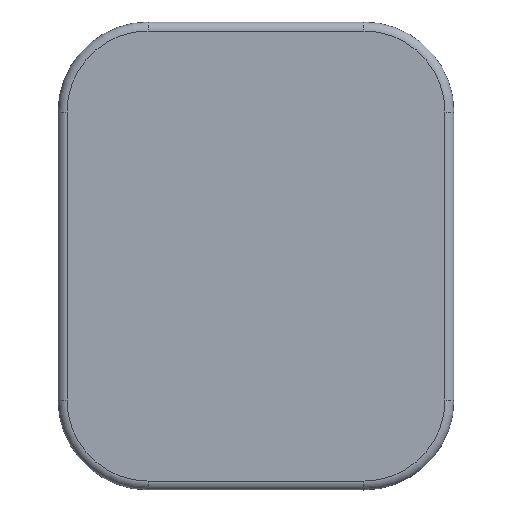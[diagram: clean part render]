
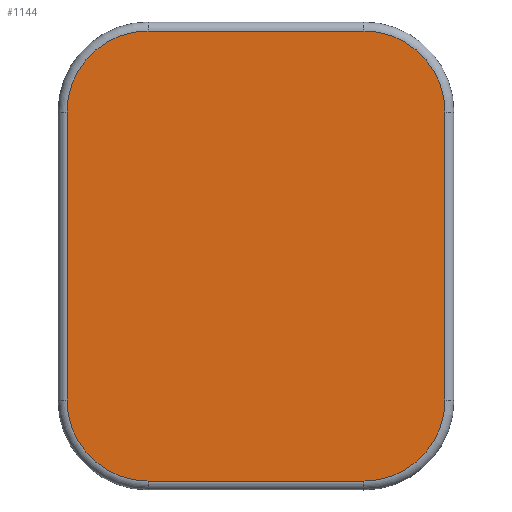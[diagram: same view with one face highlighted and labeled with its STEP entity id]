
A CAD part, front view. The second image highlights one B-rep face of the part: STEP entity #1144.
In plain terms, the highlighted planar face has unit normal (0, -1, 0).
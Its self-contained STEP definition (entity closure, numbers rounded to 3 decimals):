
#24=PLANE('',#1258);
#120=LINE('',#1784,#252);
#121=LINE('',#1792,#253);
#122=LINE('',#1801,#254);
#124=LINE('',#1813,#256);
#252=VECTOR('',#1426,10.);
#253=VECTOR('',#1437,10.);
#254=VECTOR('',#1448,10.);
#256=VECTOR('',#1462,10.);
#366=FACE_OUTER_BOUND('',#440,.T.);
#440=EDGE_LOOP('',(#911,#912,#913,#914,#915,#916,#917,#918));
#508=CIRCLE('',#1241,4.5);
#511=CIRCLE('',#1246,4.5);
#514=CIRCLE('',#1251,4.5);
#517=CIRCLE('',#1256,4.5);
#576=VERTEX_POINT('',#1780);
#577=VERTEX_POINT('',#1782);
#578=VERTEX_POINT('',#1786);
#579=VERTEX_POINT('',#1790);
#580=VERTEX_POINT('',#1794);
#582=VERTEX_POINT('',#1799);
#584=VERTEX_POINT('',#1805);
#586=VERTEX_POINT('',#1811);
#694=EDGE_CURVE('',#577,#576,#120,.T.);
#696=EDGE_CURVE('',#578,#577,#508,.T.);
#698=EDGE_CURVE('',#579,#578,#121,.T.);
#700=EDGE_CURVE('',#580,#579,#511,.T.);
#702=EDGE_CURVE('',#582,#580,#122,.T.);
#705=EDGE_CURVE('',#584,#582,#514,.T.);
#708=EDGE_CURVE('',#586,#584,#124,.T.);
#710=EDGE_CURVE('',#576,#586,#517,.T.);
#911=ORIENTED_EDGE('',*,*,#694,.F.);
#912=ORIENTED_EDGE('',*,*,#696,.F.);
#913=ORIENTED_EDGE('',*,*,#698,.F.);
#914=ORIENTED_EDGE('',*,*,#700,.F.);
#915=ORIENTED_EDGE('',*,*,#702,.F.);
#916=ORIENTED_EDGE('',*,*,#705,.F.);
#917=ORIENTED_EDGE('',*,*,#708,.F.);
#918=ORIENTED_EDGE('',*,*,#710,.F.);
#1144=ADVANCED_FACE('',(#366),#24,.F.);
#1241=AXIS2_PLACEMENT_3D('',#1788,#1431,#1432);
#1246=AXIS2_PLACEMENT_3D('',#1796,#1442,#1443);
#1251=AXIS2_PLACEMENT_3D('',#1807,#1454,#1455);
#1256=AXIS2_PLACEMENT_3D('',#1816,#1466,#1467);
#1258=AXIS2_PLACEMENT_3D('',#1818,#1470,#1471);
#1426=DIRECTION('',(0.,0.,-1.));
#1431=DIRECTION('center_axis',(0.,1.,0.));
#1432=DIRECTION('ref_axis',(0.707,0.,0.707));
#1437=DIRECTION('',(1.,0.,0.));
#1442=DIRECTION('center_axis',(0.,1.,0.));
#1443=DIRECTION('ref_axis',(-0.707,0.,0.707));
#1448=DIRECTION('',(0.,0.,1.));
#1454=DIRECTION('center_axis',(0.,1.,0.));
#1455=DIRECTION('ref_axis',(-0.707,0.,-0.707));
#1462=DIRECTION('',(-1.,0.,0.));
#1466=DIRECTION('center_axis',(0.,1.,0.));
#1467=DIRECTION('ref_axis',(0.707,0.,-0.707));
#1470=DIRECTION('center_axis',(0.,1.,0.));
#1471=DIRECTION('ref_axis',(0.,0.,-1.));
#1780=CARTESIAN_POINT('',(170.235,40.,4.829));
#1782=CARTESIAN_POINT('',(170.235,40.,20.829));
#1784=CARTESIAN_POINT('',(170.235,40.,12.829));
#1786=CARTESIAN_POINT('',(165.735,40.,25.329));
#1788=CARTESIAN_POINT('Origin',(165.735,40.,20.829));
#1790=CARTESIAN_POINT('',(153.735,40.,25.329));
#1792=CARTESIAN_POINT('',(159.735,40.,25.329));
#1794=CARTESIAN_POINT('',(149.235,40.,20.829));
#1796=CARTESIAN_POINT('Origin',(153.735,40.,20.829));
#1799=CARTESIAN_POINT('',(149.235,40.,4.829));
#1801=CARTESIAN_POINT('',(149.235,40.,12.829));
#1805=CARTESIAN_POINT('',(153.735,40.,0.329));
#1807=CARTESIAN_POINT('Origin',(153.735,40.,4.829));
#1811=CARTESIAN_POINT('',(165.735,40.,0.329));
#1813=CARTESIAN_POINT('',(159.735,40.,0.329));
#1816=CARTESIAN_POINT('Origin',(165.735,40.,4.829));
#1818=CARTESIAN_POINT('Origin',(159.735,40.,12.829));
